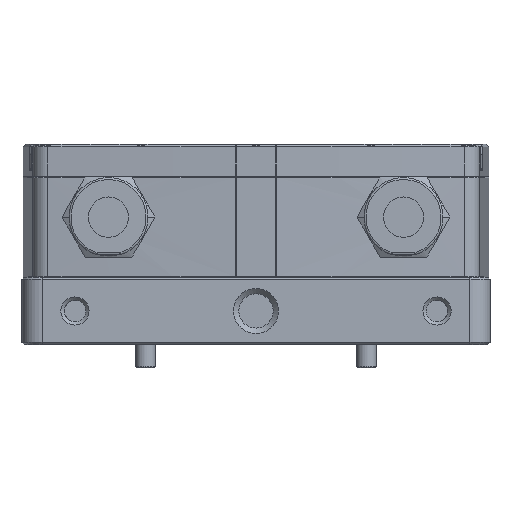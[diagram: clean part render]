
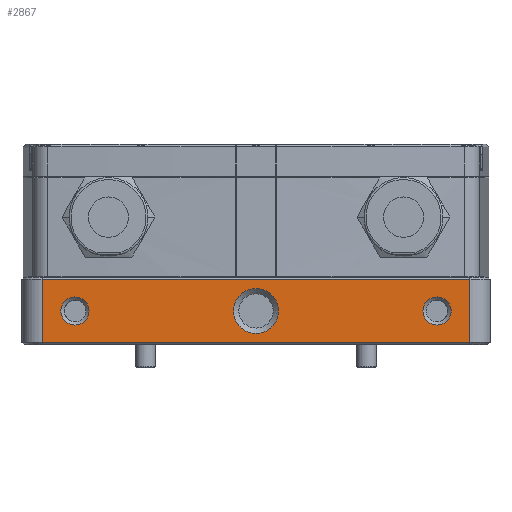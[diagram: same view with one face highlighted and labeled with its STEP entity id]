
A CAD part, front view. The second image highlights one B-rep face of the part: STEP entity #2867.
In plain terms, the highlighted planar face has unit normal (0, -1, 0).
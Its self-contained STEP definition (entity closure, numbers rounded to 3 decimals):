
#1881=PLANE('',#19146);
#2867=ADVANCED_FACE('',(#6953,#6954,#6955,#6956),#1881,.F.);
#4530=CIRCLE('',#19143,3.355);
#4531=CIRCLE('',#19144,2.1);
#4532=CIRCLE('',#19145,2.1);
#5539=LINE('',#31960,#6491);
#5540=LINE('',#31963,#6492);
#5541=LINE('',#31965,#6493);
#5542=LINE('',#31967,#6494);
#6491=VECTOR('',#24526,1.);
#6492=VECTOR('',#24527,1.);
#6493=VECTOR('',#24528,1.);
#6494=VECTOR('',#24529,1.);
#6953=FACE_BOUND('',#8301,.T.);
#6954=FACE_BOUND('',#8302,.T.);
#6955=FACE_BOUND('',#8303,.T.);
#6956=FACE_BOUND('',#8304,.T.);
#8301=EDGE_LOOP('',(#12713));
#8302=EDGE_LOOP('',(#12714));
#8303=EDGE_LOOP('',(#12715));
#8304=EDGE_LOOP('',(#12716,#12717,#12718,#12719));
#12713=ORIENTED_EDGE('',*,*,#16762,.T.);
#12714=ORIENTED_EDGE('',*,*,#16763,.T.);
#12715=ORIENTED_EDGE('',*,*,#16764,.T.);
#12716=ORIENTED_EDGE('',*,*,#16765,.T.);
#12717=ORIENTED_EDGE('',*,*,#16766,.T.);
#12718=ORIENTED_EDGE('',*,*,#16767,.T.);
#12719=ORIENTED_EDGE('',*,*,#16768,.T.);
#14500=VERTEX_POINT('',#31955);
#14501=VERTEX_POINT('',#31957);
#14502=VERTEX_POINT('',#31959);
#14503=VERTEX_POINT('',#31961);
#14504=VERTEX_POINT('',#31962);
#14505=VERTEX_POINT('',#31964);
#14506=VERTEX_POINT('',#31966);
#16762=EDGE_CURVE('',#14500,#14500,#4530,.T.);
#16763=EDGE_CURVE('',#14501,#14501,#4531,.T.);
#16764=EDGE_CURVE('',#14502,#14502,#4532,.T.);
#16765=EDGE_CURVE('',#14503,#14504,#5539,.T.);
#16766=EDGE_CURVE('',#14504,#14505,#5540,.T.);
#16767=EDGE_CURVE('',#14505,#14506,#5541,.T.);
#16768=EDGE_CURVE('',#14506,#14503,#5542,.T.);
#19143=AXIS2_PLACEMENT_3D('',#31954,#24520,#24521);
#19144=AXIS2_PLACEMENT_3D('',#31956,#24522,#24523);
#19145=AXIS2_PLACEMENT_3D('',#31958,#24524,#24525);
#19146=AXIS2_PLACEMENT_3D('',#31968,#24530,#24531);
#24520=DIRECTION('',(0.,1.,0.));
#24521=DIRECTION('',(0.,0.,1.));
#24522=DIRECTION('',(0.,1.,0.));
#24523=DIRECTION('',(0.,0.,1.));
#24524=DIRECTION('',(0.,1.,0.));
#24525=DIRECTION('',(0.,0.,1.));
#24526=DIRECTION('',(0.,0.,-1.));
#24527=DIRECTION('',(1.,0.,0.));
#24528=DIRECTION('',(0.,0.,1.));
#24529=DIRECTION('',(-1.,0.,0.));
#24530=DIRECTION('',(0.,1.,0.));
#24531=DIRECTION('',(0.,0.,1.));
#31954=CARTESIAN_POINT('',(0.,-29.9,5.));
#31955=CARTESIAN_POINT('',(0.,-29.9,8.355));
#31956=CARTESIAN_POINT('',(27.,-29.9,5.));
#31957=CARTESIAN_POINT('',(27.,-29.9,7.1));
#31958=CARTESIAN_POINT('',(-27.,-29.9,5.));
#31959=CARTESIAN_POINT('',(-27.,-29.9,7.1));
#31960=CARTESIAN_POINT('',(-31.9,-29.9,0.));
#31961=CARTESIAN_POINT('',(-31.9,-29.9,9.7));
#31962=CARTESIAN_POINT('',(-31.9,-29.9,0.3));
#31963=CARTESIAN_POINT('',(31.9,-29.9,0.3));
#31964=CARTESIAN_POINT('',(31.9,-29.9,0.3));
#31965=CARTESIAN_POINT('',(31.9,-29.9,0.));
#31966=CARTESIAN_POINT('',(31.9,-29.9,9.7));
#31967=CARTESIAN_POINT('',(34.9,-29.9,9.7));
#31968=CARTESIAN_POINT('',(34.9,-29.9,0.));
